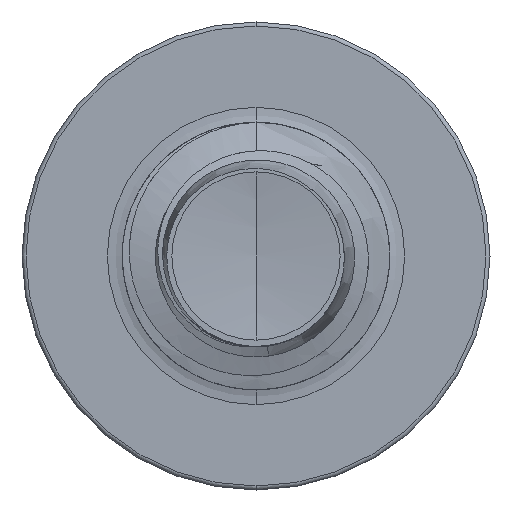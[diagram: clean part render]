
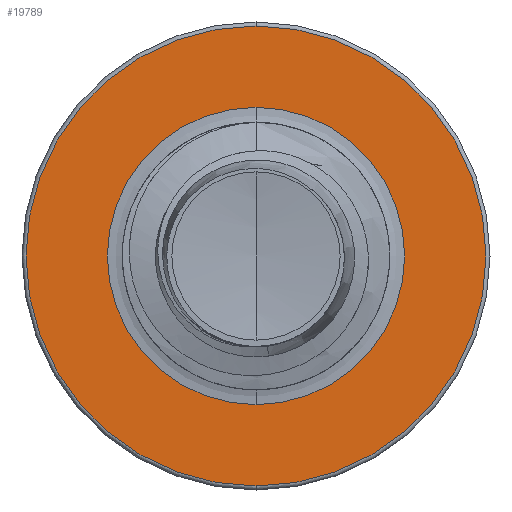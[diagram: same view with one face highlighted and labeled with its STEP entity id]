
A CAD part, front view. The second image highlights one B-rep face of the part: STEP entity #19789.
In plain terms, the highlighted planar face has unit normal (0, -1, 0).
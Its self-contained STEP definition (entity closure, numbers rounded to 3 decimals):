
#1003 = DIRECTION ( 'NONE',  ( 0., 1., 0. ) ) ;
#1092 = EDGE_CURVE ( 'NONE', #19871, #19530, #11666, .T. ) ;
#1557 = AXIS2_PLACEMENT_3D ( 'NONE', #6942, #19411, #8855 ) ;
#1734 = EDGE_CURVE ( 'NONE', #19530, #19871, #8135, .T. ) ;
#1767 = EDGE_CURVE ( 'NONE', #12173, #21995, #12533, .T. ) ;
#2158 = AXIS2_PLACEMENT_3D ( 'NONE', #7806, #11163, #8553 ) ;
#2416 = ORIENTED_EDGE ( 'NONE', *, *, #1734, .T. ) ;
#4116 = AXIS2_PLACEMENT_3D ( 'NONE', #22575, #1003, #14308 ) ;
#4728 = CARTESIAN_POINT ( 'NONE',  ( 0., 7.5, -1.72 ) ) ;
#6436 = ORIENTED_EDGE ( 'NONE', *, *, #16273, .F. ) ;
#6942 = CARTESIAN_POINT ( 'NONE',  ( 0., 7.5, 0. ) ) ;
#7806 = CARTESIAN_POINT ( 'NONE',  ( 0., 7.5, 0. ) ) ;
#7911 = DIRECTION ( 'NONE',  ( 0., 1., 0. ) ) ;
#8135 = CIRCLE ( 'NONE', #18181, 1.112 ) ;
#8553 = DIRECTION ( 'NONE',  ( 0., 0., 1. ) ) ;
#8855 = DIRECTION ( 'NONE',  ( 0., 0., 1. ) ) ;
#9305 = ORIENTED_EDGE ( 'NONE', *, *, #1092, .T. ) ;
#9638 = CARTESIAN_POINT ( 'NONE',  ( 0., 7.5, 0. ) ) ;
#10186 = CARTESIAN_POINT ( 'NONE',  ( 0., 7.5, 1.112 ) ) ;
#10739 = CARTESIAN_POINT ( 'NONE',  ( 0., 7.5, -1.112 ) ) ;
#11163 = DIRECTION ( 'NONE',  ( 0., 1., 0. ) ) ;
#11526 = DIRECTION ( 'NONE',  ( 0., 0., 1. ) ) ;
#11666 = CIRCLE ( 'NONE', #2158, 1.112 ) ;
#12173 = VERTEX_POINT ( 'NONE', #4728 ) ;
#12533 = CIRCLE ( 'NONE', #22622, 1.72 ) ;
#12553 = PLANE ( 'NONE',  #4116 ) ;
#14308 = DIRECTION ( 'NONE',  ( 0., 0., 1. ) ) ;
#14310 = CIRCLE ( 'NONE', #1557, 1.72 ) ;
#16273 = EDGE_CURVE ( 'NONE', #21995, #12173, #14310, .T. ) ;
#16354 = CARTESIAN_POINT ( 'NONE',  ( 0., 7.5, 1.72 ) ) ;
#16996 = FACE_OUTER_BOUND ( 'NONE', #22600, .T. ) ;
#18181 = AXIS2_PLACEMENT_3D ( 'NONE', #9638, #21752, #11526 ) ;
#18555 = CARTESIAN_POINT ( 'NONE',  ( 0., 7.5, 0. ) ) ;
#19411 = DIRECTION ( 'NONE',  ( 0., 1., 0. ) ) ;
#19530 = VERTEX_POINT ( 'NONE', #10186 ) ;
#19753 = EDGE_LOOP ( 'NONE', ( #2416, #9305 ) ) ;
#19789 = ADVANCED_FACE ( 'NONE', ( #16996, #20407 ), #12553, .F. ) ;
#19871 = VERTEX_POINT ( 'NONE', #10739 ) ;
#20232 = DIRECTION ( 'NONE',  ( 0., 0., 1. ) ) ;
#20407 = FACE_BOUND ( 'NONE', #19753, .T. ) ;
#20642 = ORIENTED_EDGE ( 'NONE', *, *, #1767, .F. ) ;
#21752 = DIRECTION ( 'NONE',  ( 0., 1., 0. ) ) ;
#21995 = VERTEX_POINT ( 'NONE', #16354 ) ;
#22575 = CARTESIAN_POINT ( 'NONE',  ( 0., 7.5, -1.112 ) ) ;
#22600 = EDGE_LOOP ( 'NONE', ( #6436, #20642 ) ) ;
#22622 = AXIS2_PLACEMENT_3D ( 'NONE', #18555, #7911, #20232 ) ;
